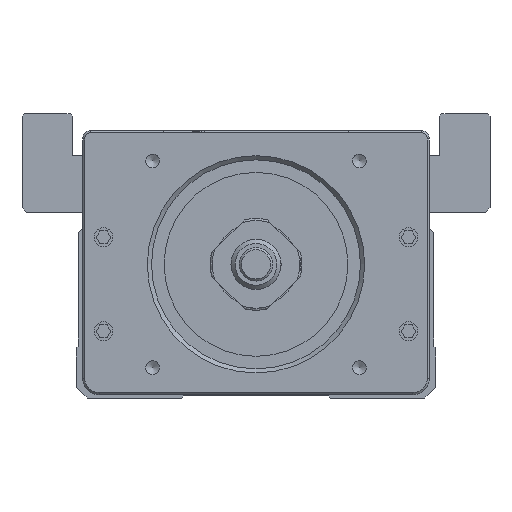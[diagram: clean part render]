
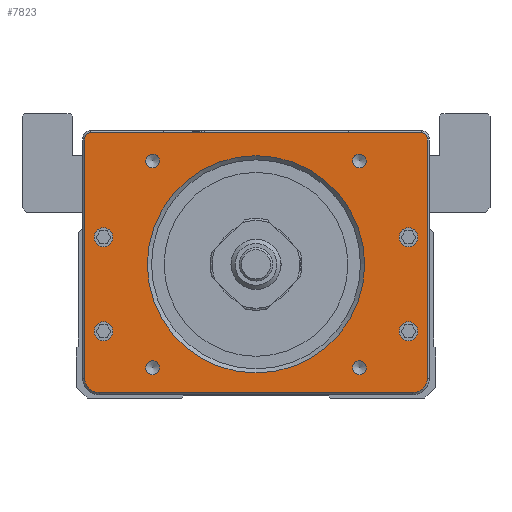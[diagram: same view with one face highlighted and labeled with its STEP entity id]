
A CAD part, front view. The second image highlights one B-rep face of the part: STEP entity #7823.
In plain terms, the highlighted planar face has unit normal (0, -1, 0).
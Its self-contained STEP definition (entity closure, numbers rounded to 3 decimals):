
#849=PLANE('',#25004);
#3659=LINE('',#37386,#5934);
#3660=LINE('',#37391,#5935);
#3661=LINE('',#37395,#5936);
#3662=LINE('',#37399,#5937);
#5934=VECTOR('',#29563,1.);
#5935=VECTOR('',#29566,1.);
#5936=VECTOR('',#29569,1.);
#5937=VECTOR('',#29572,1.);
#7823=ADVANCED_FACE('',(#9070,#9071,#9072,#9073,#9074,#9075,#9076,#9077,
#9078,#9079),#849,.F.);
#9070=FACE_BOUND('',#10405,.T.);
#9071=FACE_BOUND('',#10406,.T.);
#9072=FACE_BOUND('',#10407,.T.);
#9073=FACE_BOUND('',#10408,.T.);
#9074=FACE_BOUND('',#10409,.T.);
#9075=FACE_BOUND('',#10410,.T.);
#9076=FACE_BOUND('',#10411,.T.);
#9077=FACE_BOUND('',#10412,.T.);
#9078=FACE_BOUND('',#10413,.T.);
#9079=FACE_BOUND('',#10414,.T.);
#10405=EDGE_LOOP('',(#14799));
#10406=EDGE_LOOP('',(#14800));
#10407=EDGE_LOOP('',(#14801));
#10408=EDGE_LOOP('',(#14802));
#10409=EDGE_LOOP('',(#14803));
#10410=EDGE_LOOP('',(#14804,#14805,#14806,#14807,#14808,#14809,#14810,#14811));
#10411=EDGE_LOOP('',(#14812));
#10412=EDGE_LOOP('',(#14813));
#10413=EDGE_LOOP('',(#14814));
#10414=EDGE_LOOP('',(#14815));
#14799=ORIENTED_EDGE('',*,*,#21863,.T.);
#14800=ORIENTED_EDGE('',*,*,#21864,.T.);
#14801=ORIENTED_EDGE('',*,*,#21865,.T.);
#14802=ORIENTED_EDGE('',*,*,#21866,.T.);
#14803=ORIENTED_EDGE('',*,*,#21867,.T.);
#14804=ORIENTED_EDGE('',*,*,#21868,.T.);
#14805=ORIENTED_EDGE('',*,*,#21869,.T.);
#14806=ORIENTED_EDGE('',*,*,#21870,.T.);
#14807=ORIENTED_EDGE('',*,*,#21871,.T.);
#14808=ORIENTED_EDGE('',*,*,#21872,.T.);
#14809=ORIENTED_EDGE('',*,*,#21873,.T.);
#14810=ORIENTED_EDGE('',*,*,#21874,.T.);
#14811=ORIENTED_EDGE('',*,*,#21875,.T.);
#14812=ORIENTED_EDGE('',*,*,#21876,.T.);
#14813=ORIENTED_EDGE('',*,*,#21877,.T.);
#14814=ORIENTED_EDGE('',*,*,#21878,.T.);
#14815=ORIENTED_EDGE('',*,*,#21879,.T.);
#19110=VERTEX_POINT('',#37377);
#19111=VERTEX_POINT('',#37379);
#19112=VERTEX_POINT('',#37381);
#19113=VERTEX_POINT('',#37383);
#19114=VERTEX_POINT('',#37385);
#19115=VERTEX_POINT('',#37387);
#19116=VERTEX_POINT('',#37388);
#19117=VERTEX_POINT('',#37390);
#19118=VERTEX_POINT('',#37392);
#19119=VERTEX_POINT('',#37394);
#19120=VERTEX_POINT('',#37396);
#19121=VERTEX_POINT('',#37398);
#19122=VERTEX_POINT('',#37400);
#19123=VERTEX_POINT('',#37403);
#19124=VERTEX_POINT('',#37405);
#19125=VERTEX_POINT('',#37407);
#19126=VERTEX_POINT('',#37409);
#21863=EDGE_CURVE('',#19110,#19110,#23576,.T.);
#21864=EDGE_CURVE('',#19111,#19111,#23577,.T.);
#21865=EDGE_CURVE('',#19112,#19112,#23578,.T.);
#21866=EDGE_CURVE('',#19113,#19113,#23579,.T.);
#21867=EDGE_CURVE('',#19114,#19114,#23580,.T.);
#21868=EDGE_CURVE('',#19115,#19116,#3659,.T.);
#21869=EDGE_CURVE('',#19116,#19117,#23581,.T.);
#21870=EDGE_CURVE('',#19117,#19118,#3660,.T.);
#21871=EDGE_CURVE('',#19118,#19119,#23582,.T.);
#21872=EDGE_CURVE('',#19119,#19120,#3661,.T.);
#21873=EDGE_CURVE('',#19120,#19121,#23583,.T.);
#21874=EDGE_CURVE('',#19121,#19122,#3662,.T.);
#21875=EDGE_CURVE('',#19122,#19115,#23584,.T.);
#21876=EDGE_CURVE('',#19123,#19123,#23585,.T.);
#21877=EDGE_CURVE('',#19124,#19124,#23586,.T.);
#21878=EDGE_CURVE('',#19125,#19125,#23587,.T.);
#21879=EDGE_CURVE('',#19126,#19126,#23588,.T.);
#23576=CIRCLE('',#24991,26.);
#23577=CIRCLE('',#24992,1.65);
#23578=CIRCLE('',#24993,1.65);
#23579=CIRCLE('',#24994,1.65);
#23580=CIRCLE('',#24995,1.65);
#23581=CIRCLE('',#24996,1.5);
#23582=CIRCLE('',#24997,1.5);
#23583=CIRCLE('',#24998,3.5);
#23584=CIRCLE('',#24999,3.5);
#23585=CIRCLE('',#25000,2.25);
#23586=CIRCLE('',#25001,2.25);
#23587=CIRCLE('',#25002,2.25);
#23588=CIRCLE('',#25003,2.25);
#24991=AXIS2_PLACEMENT_3D('',#37376,#29553,#29554);
#24992=AXIS2_PLACEMENT_3D('',#37378,#29555,#29556);
#24993=AXIS2_PLACEMENT_3D('',#37380,#29557,#29558);
#24994=AXIS2_PLACEMENT_3D('',#37382,#29559,#29560);
#24995=AXIS2_PLACEMENT_3D('',#37384,#29561,#29562);
#24996=AXIS2_PLACEMENT_3D('',#37389,#29564,#29565);
#24997=AXIS2_PLACEMENT_3D('',#37393,#29567,#29568);
#24998=AXIS2_PLACEMENT_3D('',#37397,#29570,#29571);
#24999=AXIS2_PLACEMENT_3D('',#37401,#29573,#29574);
#25000=AXIS2_PLACEMENT_3D('',#37402,#29575,#29576);
#25001=AXIS2_PLACEMENT_3D('',#37404,#29577,#29578);
#25002=AXIS2_PLACEMENT_3D('',#37406,#29579,#29580);
#25003=AXIS2_PLACEMENT_3D('',#37408,#29581,#29582);
#25004=AXIS2_PLACEMENT_3D('',#37410,#29583,#29584);
#29553=DIRECTION('',(0.,1.,0.));
#29554=DIRECTION('',(0.,0.,1.));
#29555=DIRECTION('',(0.,1.,0.));
#29556=DIRECTION('',(0.,0.,1.));
#29557=DIRECTION('',(0.,1.,0.));
#29558=DIRECTION('',(0.,0.,1.));
#29559=DIRECTION('',(0.,1.,0.));
#29560=DIRECTION('',(0.,0.,1.));
#29561=DIRECTION('',(0.,1.,0.));
#29562=DIRECTION('',(0.,0.,1.));
#29563=DIRECTION('',(0.,0.,1.));
#29564=DIRECTION('',(0.,-1.,0.));
#29565=DIRECTION('',(0.,0.,1.));
#29566=DIRECTION('',(-1.,0.,0.));
#29567=DIRECTION('',(0.,-1.,0.));
#29568=DIRECTION('',(0.,0.,1.));
#29569=DIRECTION('',(0.,0.,-1.));
#29570=DIRECTION('',(0.,-1.,0.));
#29571=DIRECTION('',(0.,0.,1.));
#29572=DIRECTION('',(1.,0.,0.));
#29573=DIRECTION('',(0.,-1.,0.));
#29574=DIRECTION('',(0.,0.,1.));
#29575=DIRECTION('',(0.,1.,0.));
#29576=DIRECTION('',(0.,0.,1.));
#29577=DIRECTION('',(0.,1.,0.));
#29578=DIRECTION('',(0.,0.,1.));
#29579=DIRECTION('',(0.,1.,0.));
#29580=DIRECTION('',(0.,0.,1.));
#29581=DIRECTION('',(0.,1.,0.));
#29582=DIRECTION('',(0.,0.,1.));
#29583=DIRECTION('',(0.,1.,0.));
#29584=DIRECTION('',(0.,0.,-1.));
#37376=CARTESIAN_POINT('',(0.,-236.633,32.));
#37377=CARTESIAN_POINT('',(0.,-236.633,58.));
#37378=CARTESIAN_POINT('',(-24.749,-236.633,56.749));
#37379=CARTESIAN_POINT('',(-24.749,-236.633,58.399));
#37380=CARTESIAN_POINT('',(-24.749,-236.633,7.251));
#37381=CARTESIAN_POINT('',(-24.749,-236.633,8.901));
#37382=CARTESIAN_POINT('',(24.749,-236.633,7.251));
#37383=CARTESIAN_POINT('',(24.749,-236.633,8.901));
#37384=CARTESIAN_POINT('',(24.749,-236.633,56.749));
#37385=CARTESIAN_POINT('',(24.749,-236.633,58.399));
#37386=CARTESIAN_POINT('',(41.,-236.633,60.));
#37387=CARTESIAN_POINT('',(41.,-236.633,4.8));
#37388=CARTESIAN_POINT('',(41.,-236.633,62.));
#37389=CARTESIAN_POINT('',(39.5,-236.633,62.));
#37390=CARTESIAN_POINT('',(39.5,-236.633,63.5));
#37391=CARTESIAN_POINT('',(39.,-236.633,63.5));
#37392=CARTESIAN_POINT('',(-39.5,-236.633,63.5));
#37393=CARTESIAN_POINT('',(-39.5,-236.633,62.));
#37394=CARTESIAN_POINT('',(-41.,-236.633,62.));
#37395=CARTESIAN_POINT('',(-41.,-236.633,60.));
#37396=CARTESIAN_POINT('',(-41.,-236.633,4.8));
#37397=CARTESIAN_POINT('',(-37.5,-236.633,4.8));
#37398=CARTESIAN_POINT('',(-37.5,-236.633,1.3));
#37399=CARTESIAN_POINT('',(39.,-236.633,1.3));
#37400=CARTESIAN_POINT('',(37.5,-236.633,1.3));
#37401=CARTESIAN_POINT('',(37.5,-236.633,4.8));
#37402=CARTESIAN_POINT('',(-36.5,-236.633,38.5));
#37403=CARTESIAN_POINT('',(-36.5,-236.633,40.75));
#37404=CARTESIAN_POINT('',(-36.5,-236.633,16.));
#37405=CARTESIAN_POINT('',(-36.5,-236.633,18.25));
#37406=CARTESIAN_POINT('',(36.5,-236.633,38.5));
#37407=CARTESIAN_POINT('',(36.5,-236.633,40.75));
#37408=CARTESIAN_POINT('',(36.5,-236.633,16.));
#37409=CARTESIAN_POINT('',(36.5,-236.633,18.25));
#37410=CARTESIAN_POINT('',(39.,-236.633,60.));
